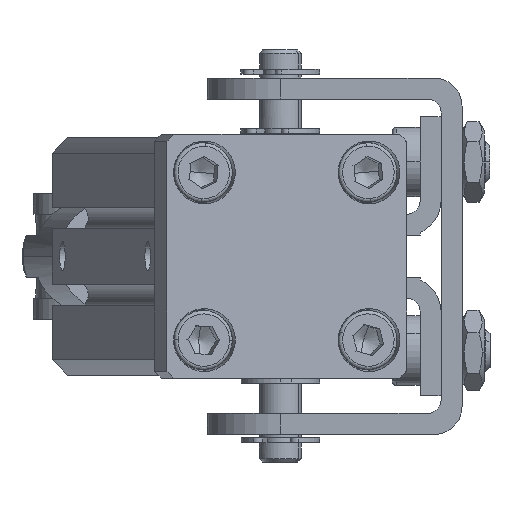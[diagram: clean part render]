
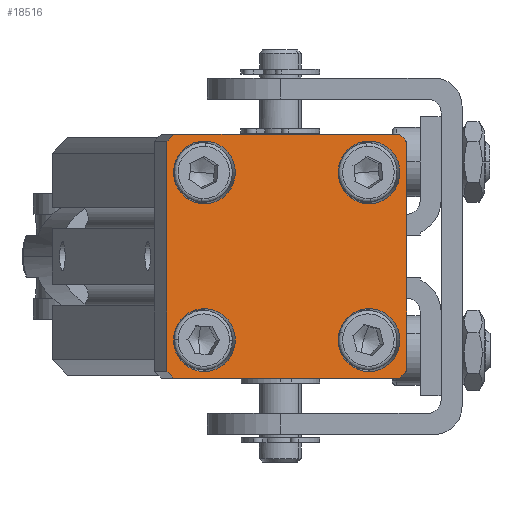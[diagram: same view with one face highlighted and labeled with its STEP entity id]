
A CAD part, left-side view. The second image highlights one B-rep face of the part: STEP entity #18516.
In plain terms, the highlighted planar face has unit normal (-0.982, -0.189, 0).
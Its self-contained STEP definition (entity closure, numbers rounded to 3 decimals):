
#14271=CARTESIAN_POINT('',(-27.56,12.999,18.));
#14272=VERTEX_POINT('',#14271);
#14288=CARTESIAN_POINT('',(-27.56,12.999,9.));
#14289=VERTEX_POINT('',#14288);
#14296=CARTESIAN_POINT('',(-27.56,12.999,13.5));
#14297=DIRECTION('',(0.982,0.189,0.0));
#14298=DIRECTION('',(0.0,0.0,1.0));
#14299=AXIS2_PLACEMENT_3D('',#14296,#14297,#14298);
#14300=CIRCLE('',#14299,4.5);
#14301=EDGE_CURVE('',#14272,#14289,#14300,.T.);
#14334=CARTESIAN_POINT('',(-32.101,36.566,42.));
#14335=VERTEX_POINT('',#14334);
#14351=CARTESIAN_POINT('',(-32.101,36.566,33.));
#14352=VERTEX_POINT('',#14351);
#14359=CARTESIAN_POINT('',(-32.101,36.566,37.5));
#14360=DIRECTION('',(0.982,0.189,0.0));
#14361=DIRECTION('',(0.0,0.0,1.0));
#14362=AXIS2_PLACEMENT_3D('',#14359,#14360,#14361);
#14363=CIRCLE('',#14362,4.5);
#14364=EDGE_CURVE('',#14335,#14352,#14363,.T.);
#14397=CARTESIAN_POINT('',(-32.101,36.566,18.));
#14398=VERTEX_POINT('',#14397);
#14414=CARTESIAN_POINT('',(-32.101,36.566,9.));
#14415=VERTEX_POINT('',#14414);
#14422=CARTESIAN_POINT('',(-32.101,36.566,13.5));
#14423=DIRECTION('',(0.982,0.189,0.0));
#14424=DIRECTION('',(0.0,0.0,1.0));
#14425=AXIS2_PLACEMENT_3D('',#14422,#14423,#14424);
#14426=CIRCLE('',#14425,4.5);
#14427=EDGE_CURVE('',#14398,#14415,#14426,.T.);
#14460=CARTESIAN_POINT('',(-27.56,12.999,42.));
#14461=VERTEX_POINT('',#14460);
#14477=CARTESIAN_POINT('',(-27.56,12.999,33.));
#14478=VERTEX_POINT('',#14477);
#14485=CARTESIAN_POINT('',(-27.56,12.999,37.5));
#14486=DIRECTION('',(0.982,0.189,0.0));
#14487=DIRECTION('',(0.0,0.0,1.0));
#14488=AXIS2_PLACEMENT_3D('',#14485,#14486,#14487);
#14489=CIRCLE('',#14488,4.5);
#14490=EDGE_CURVE('',#14461,#14478,#14489,.T.);
#18010=CARTESIAN_POINT('',(-26.716,8.617,42.963));
#18011=VERTEX_POINT('',#18010);
#18018=CARTESIAN_POINT('',(-26.526,7.635,41.963));
#18019=VERTEX_POINT('',#18018);
#18020=CARTESIAN_POINT('',(-26.716,8.617,42.963));
#18021=DIRECTION('',(0.134,-0.694,-0.707));
#18022=VECTOR('',#18021,1.414);
#18023=LINE('',#18020,#18022);
#18024=EDGE_CURVE('',#18011,#18019,#18023,.T.);
#18041=CARTESIAN_POINT('',(-26.526,7.635,9.038));
#18042=VERTEX_POINT('',#18041);
#18043=CARTESIAN_POINT('',(-26.526,7.635,9.038));
#18044=DIRECTION('',(0.0,0.0,1.0));
#18045=VECTOR('',#18044,32.925);
#18046=LINE('',#18043,#18045);
#18047=EDGE_CURVE('',#18042,#18019,#18046,.T.);
#18066=CARTESIAN_POINT('',(-26.716,8.617,8.038));
#18067=VERTEX_POINT('',#18066);
#18068=CARTESIAN_POINT('',(-26.526,7.635,9.038));
#18069=DIRECTION('',(-0.134,0.694,-0.707));
#18070=VECTOR('',#18069,1.414);
#18071=LINE('',#18068,#18070);
#18072=EDGE_CURVE('',#18042,#18067,#18071,.T.);
#18089=CARTESIAN_POINT('',(-33.135,41.929,41.963));
#18090=VERTEX_POINT('',#18089);
#18097=CARTESIAN_POINT('',(-32.945,40.948,42.963));
#18098=VERTEX_POINT('',#18097);
#18099=CARTESIAN_POINT('',(-33.135,41.929,41.963));
#18100=DIRECTION('',(0.134,-0.694,0.707));
#18101=VECTOR('',#18100,1.414);
#18102=LINE('',#18099,#18101);
#18103=EDGE_CURVE('',#18090,#18098,#18102,.T.);
#18121=CARTESIAN_POINT('',(-33.135,41.929,9.038));
#18122=VERTEX_POINT('',#18121);
#18129=CARTESIAN_POINT('',(-33.135,41.929,41.963));
#18130=DIRECTION('',(0.0,0.0,-1.0));
#18131=VECTOR('',#18130,32.925);
#18132=LINE('',#18129,#18131);
#18133=EDGE_CURVE('',#18090,#18122,#18132,.T.);
#18144=CARTESIAN_POINT('',(-32.945,40.948,8.038));
#18145=VERTEX_POINT('',#18144);
#18152=CARTESIAN_POINT('',(-32.945,40.948,8.038));
#18153=DIRECTION('',(-0.134,0.694,0.707));
#18154=VECTOR('',#18153,1.414);
#18155=LINE('',#18152,#18154);
#18156=EDGE_CURVE('',#18145,#18122,#18155,.T.);
#18254=CARTESIAN_POINT('',(-27.56,12.999,37.5));
#18255=DIRECTION('',(0.982,0.189,0.0));
#18256=DIRECTION('',(0.0,0.0,1.0));
#18257=AXIS2_PLACEMENT_3D('',#18254,#18255,#18256);
#18258=CIRCLE('',#18257,4.5);
#18259=EDGE_CURVE('',#14478,#14461,#18258,.T.);
#18313=CARTESIAN_POINT('',(-32.101,36.566,13.5));
#18314=DIRECTION('',(0.982,0.189,0.0));
#18315=DIRECTION('',(0.0,0.0,1.0));
#18316=AXIS2_PLACEMENT_3D('',#18313,#18314,#18315);
#18317=CIRCLE('',#18316,4.5);
#18318=EDGE_CURVE('',#14415,#14398,#18317,.T.);
#18372=CARTESIAN_POINT('',(-32.101,36.566,37.5));
#18373=DIRECTION('',(0.982,0.189,0.0));
#18374=DIRECTION('',(0.0,0.0,1.0));
#18375=AXIS2_PLACEMENT_3D('',#18372,#18373,#18374);
#18376=CIRCLE('',#18375,4.5);
#18377=EDGE_CURVE('',#14352,#14335,#18376,.T.);
#18431=CARTESIAN_POINT('',(-27.56,12.999,13.5));
#18432=DIRECTION('',(0.982,0.189,0.0));
#18433=DIRECTION('',(0.0,0.0,1.0));
#18434=AXIS2_PLACEMENT_3D('',#18431,#18432,#18433);
#18435=CIRCLE('',#18434,4.5);
#18436=EDGE_CURVE('',#14289,#14272,#18435,.T.);
#18449=CARTESIAN_POINT('',(-32.945,40.948,8.038));
#18450=DIRECTION('',(0.189,-0.982,0.));
#18451=VECTOR('',#18450,32.925);
#18452=LINE('',#18449,#18451);
#18453=EDGE_CURVE('',#18145,#18067,#18452,.T.);
#18472=CARTESIAN_POINT('',(-26.716,8.617,42.963));
#18473=DIRECTION('',(-0.189,0.982,0.));
#18474=VECTOR('',#18473,32.925);
#18475=LINE('',#18472,#18474);
#18476=EDGE_CURVE('',#18011,#18098,#18475,.T.);
#18485=CARTESIAN_POINT('',(-29.83,24.782,25.5));
#18486=DIRECTION('',(0.982,0.189,0.));
#18487=DIRECTION('',(0.0,0.0,-1.0));
#18488=AXIS2_PLACEMENT_3D('',#18485,#18486,#18487);
#18489=PLANE('',#18488);
#18490=ORIENTED_EDGE('',*,*,#18024,.F.);
#18491=ORIENTED_EDGE('',*,*,#18476,.T.);
#18492=ORIENTED_EDGE('',*,*,#18103,.F.);
#18493=ORIENTED_EDGE('',*,*,#18133,.T.);
#18494=ORIENTED_EDGE('',*,*,#18156,.F.);
#18495=ORIENTED_EDGE('',*,*,#18453,.T.);
#18496=ORIENTED_EDGE('',*,*,#18072,.F.);
#18497=ORIENTED_EDGE('',*,*,#18047,.T.);
#18498=EDGE_LOOP('',(#18490,#18491,#18492,#18493,#18494,#18495,#18496,#18497));
#18499=FACE_OUTER_BOUND('',#18498,.T.);
#18500=ORIENTED_EDGE('',*,*,#14490,.T.);
#18501=ORIENTED_EDGE('',*,*,#18259,.T.);
#18502=EDGE_LOOP('',(#18500,#18501));
#18503=FACE_BOUND('',#18502,.T.);
#18504=ORIENTED_EDGE('',*,*,#14427,.T.);
#18505=ORIENTED_EDGE('',*,*,#18318,.T.);
#18506=EDGE_LOOP('',(#18504,#18505));
#18507=FACE_BOUND('',#18506,.T.);
#18508=ORIENTED_EDGE('',*,*,#14364,.T.);
#18509=ORIENTED_EDGE('',*,*,#18377,.T.);
#18510=EDGE_LOOP('',(#18508,#18509));
#18511=FACE_BOUND('',#18510,.T.);
#18512=ORIENTED_EDGE('',*,*,#14301,.T.);
#18513=ORIENTED_EDGE('',*,*,#18436,.T.);
#18514=EDGE_LOOP('',(#18512,#18513));
#18515=FACE_BOUND('',#18514,.T.);
#18516=ADVANCED_FACE('',(#18499,#18503,#18507,#18511,#18515),#18489,.F.);
